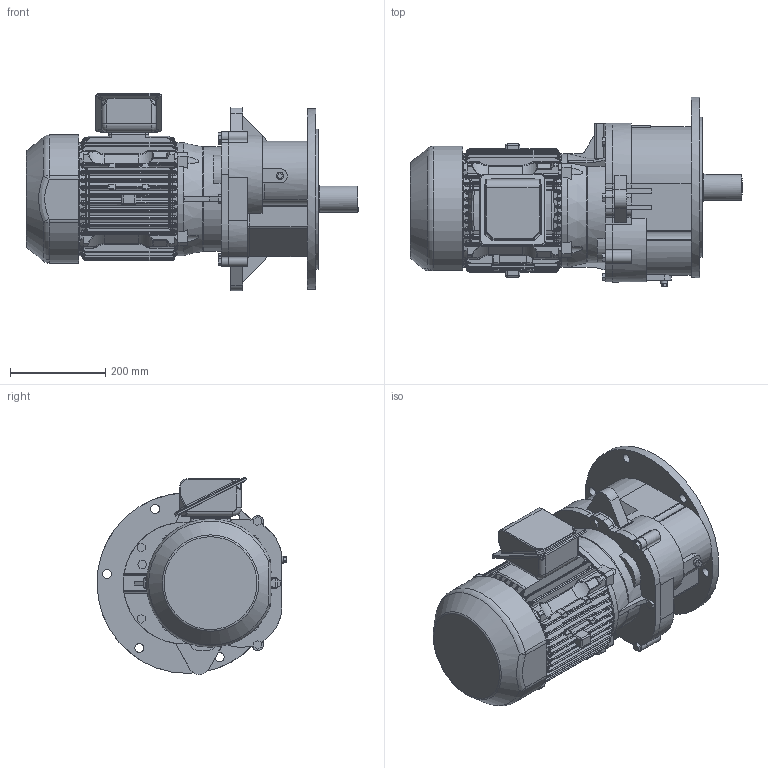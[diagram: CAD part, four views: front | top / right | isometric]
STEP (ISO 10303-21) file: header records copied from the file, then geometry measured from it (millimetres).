
FILE_DESCRIPTION (( 'STEP AP214' ), '1' );
FILE_NAME ('F1-20_V_EK2DO08341H001_defeature.stp', '2022-06-02T01:00:57', ( 'Windows 餌辨濠' ), ( '' ), 'SwSTEP 2.0', 'SolidWorks 2021', '' );
FILE_SCHEMA (( 'AUTOMOTIVE_DESIGN' ));
Length unit declared in the file: millimetre
Products named in the file (1): F1-20_V_EK2DO08341H001_defeature
Bounding box: 698.6 x 399.58 x 414.81 mm (x, y, z)
Volume: 33606482.2 mm3; surface area: 1181093.4 mm2
Topology: 2 solids, 2 shells, 2892 faces, 7117 edges, 4227 vertices
Faces by surface type: cylinder 1050, bspline 854, plane 678, torus 158, cone 80, sphere 72
Full cylindrical faces by diameter (mm): 2.7 x2, 4 x1, 8 x4, 19 x6, 55 x1, 60 x1, 65 x1, 85 x1, 275 x1, 295 x1, 380 x1
Entity records: 112387 total; most frequent: CARTESIAN_POINT 50757, ORIENTED_EDGE 14054, DIRECTION 11244, EDGE_CURVE 7027, AXIS2_PLACEMENT_3D 4362, VERTEX_POINT 4199, EDGE_LOOP 2968, FACE_OUTER_BOUND 2913
